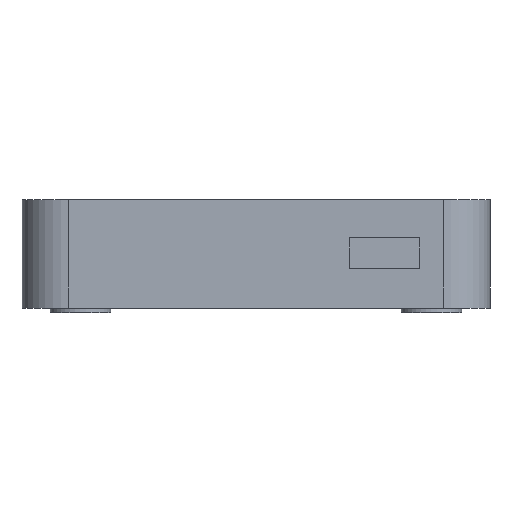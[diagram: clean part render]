
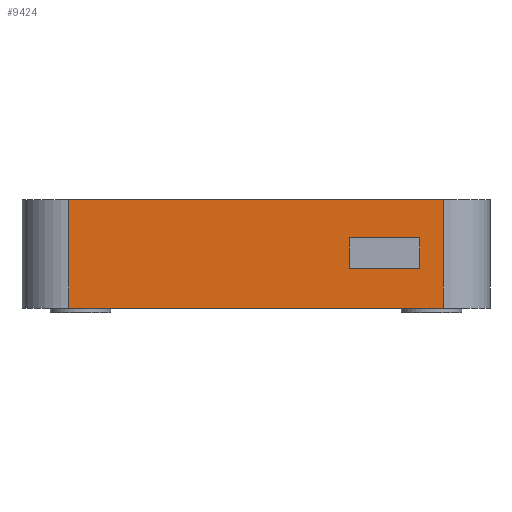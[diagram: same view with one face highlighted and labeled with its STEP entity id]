
A CAD part, left-side view. The second image highlights one B-rep face of the part: STEP entity #9424.
In plain terms, the highlighted planar face has unit normal (-1, 0, 0).
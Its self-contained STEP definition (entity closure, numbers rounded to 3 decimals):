
#117=FACE_BOUND('',#1391,.T.);
#288=PLANE('',#10043);
#815=FACE_OUTER_BOUND('',#1390,.T.);
#1390=EDGE_LOOP('',(#7793,#7794,#7795,#7796));
#1391=EDGE_LOOP('',(#7797,#7798,#7799,#7800));
#2191=LINE('',#14627,#3127);
#2203=LINE('',#14652,#3139);
#2206=LINE('',#14672,#3142);
#2211=LINE('',#14686,#3147);
#2676=LINE('',#17764,#3612);
#2680=LINE('',#17772,#3616);
#2683=LINE('',#17778,#3619);
#2686=LINE('',#17783,#3622);
#3127=VECTOR('',#10424,10.);
#3139=VECTOR('',#10440,10.);
#3142=VECTOR('',#10459,10.);
#3147=VECTOR('',#10474,10.);
#3612=VECTOR('',#11409,10.);
#3616=VECTOR('',#11415,10.);
#3619=VECTOR('',#11420,10.);
#3622=VECTOR('',#11425,10.);
#4125=VERTEX_POINT('',#14620);
#4128=VERTEX_POINT('',#14625);
#4139=VERTEX_POINT('',#14651);
#4148=VERTEX_POINT('',#14671);
#4614=VERTEX_POINT('',#17762);
#4615=VERTEX_POINT('',#17763);
#4618=VERTEX_POINT('',#17771);
#4620=VERTEX_POINT('',#17777);
#5096=EDGE_CURVE('',#4128,#4125,#2191,.T.);
#5108=EDGE_CURVE('',#4125,#4139,#2203,.T.);
#5118=EDGE_CURVE('',#4139,#4148,#2206,.T.);
#5126=EDGE_CURVE('',#4148,#4128,#2211,.T.);
#5752=EDGE_CURVE('',#4614,#4615,#2676,.T.);
#5756=EDGE_CURVE('',#4615,#4618,#2680,.T.);
#5759=EDGE_CURVE('',#4618,#4620,#2683,.T.);
#5762=EDGE_CURVE('',#4620,#4614,#2686,.T.);
#7793=ORIENTED_EDGE('',*,*,#5096,.F.);
#7794=ORIENTED_EDGE('',*,*,#5126,.F.);
#7795=ORIENTED_EDGE('',*,*,#5118,.F.);
#7796=ORIENTED_EDGE('',*,*,#5108,.F.);
#7797=ORIENTED_EDGE('',*,*,#5752,.T.);
#7798=ORIENTED_EDGE('',*,*,#5756,.T.);
#7799=ORIENTED_EDGE('',*,*,#5759,.T.);
#7800=ORIENTED_EDGE('',*,*,#5762,.T.);
#9424=ADVANCED_FACE('',(#815,#117),#288,.T.);
#10043=AXIS2_PLACEMENT_3D('',#17786,#11429,#11430);
#10424=DIRECTION('',(0.,0.,-1.));
#10440=DIRECTION('',(0.,1.,0.));
#10459=DIRECTION('',(0.,0.,1.));
#10474=DIRECTION('',(0.,-1.,0.));
#11409=DIRECTION('',(0.,0.,1.));
#11415=DIRECTION('',(0.,-1.,0.));
#11420=DIRECTION('',(0.,0.,-1.));
#11425=DIRECTION('',(0.,1.,0.));
#11429=DIRECTION('center_axis',(-1.,0.,0.));
#11430=DIRECTION('ref_axis',(0.,-1.,0.));
#14620=CARTESIAN_POINT('',(-50.,-40.,0.));
#14625=CARTESIAN_POINT('',(-50.,-40.,23.15));
#14627=CARTESIAN_POINT('',(-50.,-40.,0.));
#14651=CARTESIAN_POINT('',(-50.,40.,0.));
#14652=CARTESIAN_POINT('',(-50.,-35.,0.));
#14671=CARTESIAN_POINT('',(-50.,40.,23.15));
#14672=CARTESIAN_POINT('',(-50.,40.,0.));
#14686=CARTESIAN_POINT('',(-50.,-35.,23.15));
#17762=CARTESIAN_POINT('',(-50.,-20.,8.5));
#17763=CARTESIAN_POINT('',(-50.,-20.,15.));
#17764=CARTESIAN_POINT('',(-50.,-20.,7.5));
#17771=CARTESIAN_POINT('',(-50.,-35.,15.));
#17772=CARTESIAN_POINT('',(-50.,0.,15.));
#17777=CARTESIAN_POINT('',(-50.,-35.,8.5));
#17778=CARTESIAN_POINT('',(-50.,-35.,4.25));
#17783=CARTESIAN_POINT('',(-50.,7.5,8.5));
#17786=CARTESIAN_POINT('Origin',(-50.,35.,0.));
